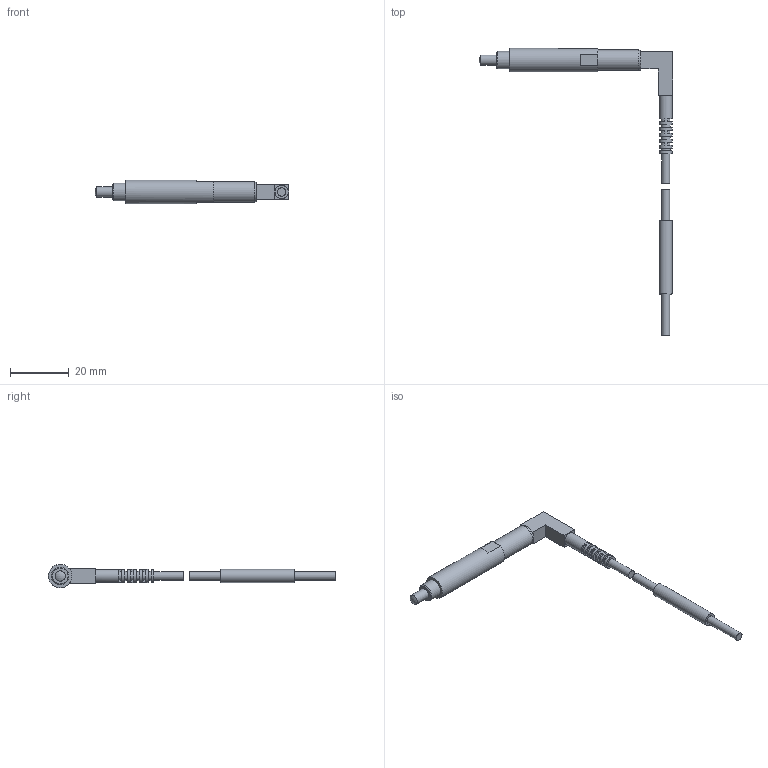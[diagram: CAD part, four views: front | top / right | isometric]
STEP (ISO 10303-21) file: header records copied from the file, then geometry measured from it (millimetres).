
FILE_DESCRIPTION (( 'STEP AP214' ), '1' );
FILE_NAME ('CSK087B-LR.STEP', '2019-05-23T19:19:38', ( '' ), ( '' ), 'SwSTEP 2.0', 'SolidWorks 2018', '' );
FILE_SCHEMA (( 'AUTOMOTIVE_DESIGN' ));
Length unit declared in the file: inch
Products named in the file (1): CSK087B-LR
Bounding box: 66.18 x 97.99 x 8 mm (x, y, z)
Volume: 3673.2 mm3; surface area: 2785 mm2
Topology: 2 solids, 2 shells, 84 faces, 184 edges, 120 vertices
Faces by surface type: plane 60, cylinder 22, sphere 1, cone 1
Full cylindrical faces by diameter (mm): 2.8 x3, 3.1 x3, 3.5 x1, 4.45 x4, 4.5 x1, 6 x1, 6.8 x1, 7 x1, 8 x1
Entity records: 2155 total; most frequent: DIRECTION 390, CARTESIAN_POINT 345, ORIENTED_EDGE 304, AXIS2_PLACEMENT_3D 153, EDGE_CURVE 152, EDGE_LOOP 120, VERTEX_POINT 108, FACE_OUTER_BOUND 100
